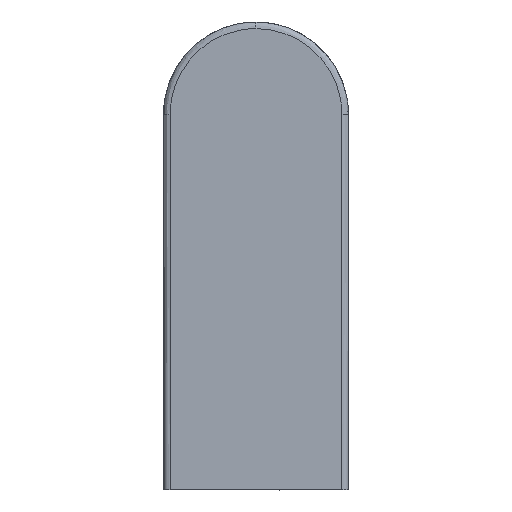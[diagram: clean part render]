
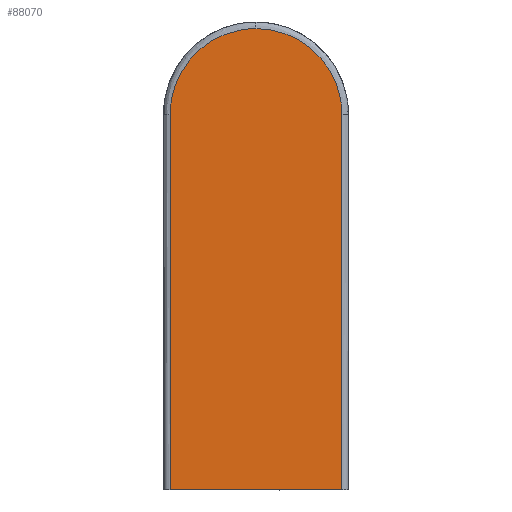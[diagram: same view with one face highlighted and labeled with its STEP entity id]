
A CAD part, left-side view. The second image highlights one B-rep face of the part: STEP entity #88070.
In plain terms, the highlighted planar face has unit normal (-1, 0, 0).
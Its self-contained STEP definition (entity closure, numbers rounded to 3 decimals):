
#10230=CARTESIAN_POINT('',(-24.2,-13.75,0.));
#10240=VERTEX_POINT('',#10230);
#10290=CARTESIAN_POINT('',(-24.2,-14.5,0.));
#10300=DIRECTION('',(0.,1.,0.));
#10310=VECTOR('',#10300,1.);
#10320=LINE('',#10290,#10310);
#10330=CARTESIAN_POINT('',(-24.2,-0.75,0.));
#10340=VERTEX_POINT('',#10330);
#10350=EDGE_CURVE('',#10240,#10340,#10320,.T.);
#58540=CARTESIAN_POINT('',(-24.2,-0.75,-28.4));
#58550=VERTEX_POINT('',#58540);
#58580=CARTESIAN_POINT('',(-24.2,-7.25,-34.9));
#58590=CARTESIAN_POINT('',(-24.2,-7.227,-34.9));
#58600=CARTESIAN_POINT('',(-24.2,-7.204,-34.9));
#58610=CARTESIAN_POINT('',(-24.2,-7.172,-34.9));
#58620=CARTESIAN_POINT('',(-24.2,-7.162,-34.899));
#58630=CARTESIAN_POINT('',(-24.2,-7.124,-34.899));
#58640=CARTESIAN_POINT('',(-24.2,-7.096,-34.898));
#58650=CARTESIAN_POINT('',(-24.2,-6.953,-34.894));
#58660=CARTESIAN_POINT('',(-24.2,-6.839,-34.888));
#58670=CARTESIAN_POINT('',(-24.2,-6.272,-34.842));
#58680=CARTESIAN_POINT('',(-24.2,-5.825,-34.758));
#58690=CARTESIAN_POINT('',(-24.2,-4.875,-34.474));
#58700=CARTESIAN_POINT('',(-24.2,-4.381,-34.257));
#58710=CARTESIAN_POINT('',(-24.2,-3.459,-33.707));
#58720=CARTESIAN_POINT('',(-24.2,-3.034,-33.376));
#58730=CARTESIAN_POINT('',(-24.2,-2.275,-32.617));
#58740=CARTESIAN_POINT('',(-24.2,-1.943,-32.192));
#58750=CARTESIAN_POINT('',(-24.2,-1.393,-31.27));
#58760=CARTESIAN_POINT('',(-24.2,-1.176,-30.776));
#58770=CARTESIAN_POINT('',(-24.2,-0.892,-29.826));
#58780=CARTESIAN_POINT('',(-24.2,-0.808,-29.378));
#58790=CARTESIAN_POINT('',(-24.2,-0.762,-28.811));
#58800=CARTESIAN_POINT('',(-24.2,-0.756,-28.697));
#58810=CARTESIAN_POINT('',(-24.2,-0.752,-28.545));
#58820=CARTESIAN_POINT('',(-24.2,-0.751,-28.507));
#58830=CARTESIAN_POINT('',(-24.2,-0.75,-28.445));
#58840=CARTESIAN_POINT('',(-24.2,-0.75,-28.423));
#58850=CARTESIAN_POINT('',(-24.2,-0.75,-28.4));
#58860=B_SPLINE_CURVE_WITH_KNOTS('',3,(#58580,#58590,#58600,#58610,
#58620,#58630,#58640,#58650,#58660,#58670,#58680,#58690,#58700,#58710,
#58720,#58730,#58740,#58750,#58760,#58770,#58780,#58790,#58800,#58810,
#58820,#58830,#58840,#58850),.UNSPECIFIED.,.F.,.F.,(4,2,2,2,2,2,2,2,2,2,
2,2,2,4),(0.,0.071,0.101,0.19,
0.545,1.959,3.629,5.3,
6.97,8.641,10.056,10.411,
10.53,10.601),.UNSPECIFIED.);
#58870=CARTESIAN_POINT('',(-24.2,-7.25,-34.9));
#58880=VERTEX_POINT('',#58870);
#58890=EDGE_CURVE('',#58880,#58550,#58860,.T.);
#87470=CARTESIAN_POINT('',(-24.2,-14.5,0.));
#87480=DIRECTION('',(1.,0.,0.));
#87490=DIRECTION('',(0.,1.,0.));
#87500=AXIS2_PLACEMENT_3D('',#87470,#87480,#87490);
#87510=PLANE('',#87500);
#87520=CARTESIAN_POINT('',(-24.2,-13.75,0.5));
#87530=CARTESIAN_POINT('',(-24.2,-13.75,-9.11));
#87540=CARTESIAN_POINT('',(-24.2,-13.75,-18.72));
#87550=CARTESIAN_POINT('',(-24.2,-13.75,-28.353));
#87560=CARTESIAN_POINT('',(-24.2,-13.75,-28.376));
#87570=CARTESIAN_POINT('',(-24.2,-13.75,-28.4));
#87580=B_SPLINE_CURVE_WITH_KNOTS('',3,(#87520,#87530,#87540,#87550,
#87560,#87570),.UNSPECIFIED.,.F.,.F.,(4,2,4),(-0.5,28.329,
28.4),.UNSPECIFIED.);
#87590=CARTESIAN_POINT('',(-24.2,-13.75,-28.4));
#87600=VERTEX_POINT('',#87590);
#87610=EDGE_CURVE('',#10240,#87600,#87580,.T.);
#87620=ORIENTED_EDGE('',*,*,#87610,.F.);
#87630=CARTESIAN_POINT('',(-24.2,-13.75,-28.4));
#87640=CARTESIAN_POINT('',(-24.2,-13.75,-28.423));
#87650=CARTESIAN_POINT('',(-24.2,-13.75,-28.445));
#87660=CARTESIAN_POINT('',(-24.2,-13.75,-28.478));
#87670=CARTESIAN_POINT('',(-24.2,-13.749,-28.488));
#87680=CARTESIAN_POINT('',(-24.2,-13.749,-28.526));
#87690=CARTESIAN_POINT('',(-24.2,-13.748,-28.554));
#87700=CARTESIAN_POINT('',(-24.2,-13.744,-28.697));
#87710=CARTESIAN_POINT('',(-24.2,-13.738,-28.811));
#87720=CARTESIAN_POINT('',(-24.2,-13.692,-29.378));
#87730=CARTESIAN_POINT('',(-24.2,-13.608,-29.825));
#87740=CARTESIAN_POINT('',(-24.2,-13.324,-30.775));
#87750=CARTESIAN_POINT('',(-24.2,-13.107,-31.269));
#87760=CARTESIAN_POINT('',(-24.2,-12.557,-32.191));
#87770=CARTESIAN_POINT('',(-24.2,-12.226,-32.616));
#87780=CARTESIAN_POINT('',(-24.2,-11.467,-33.375));
#87790=CARTESIAN_POINT('',(-24.2,-11.042,-33.707));
#87800=CARTESIAN_POINT('',(-24.2,-10.12,-34.257));
#87810=CARTESIAN_POINT('',(-24.2,-9.626,-34.474));
#87820=CARTESIAN_POINT('',(-24.2,-8.676,-34.758));
#87830=CARTESIAN_POINT('',(-24.2,-8.228,-34.842));
#87840=CARTESIAN_POINT('',(-24.2,-7.661,-34.888));
#87850=CARTESIAN_POINT('',(-24.2,-7.547,-34.894));
#87860=CARTESIAN_POINT('',(-24.2,-7.395,-34.898));
#87870=CARTESIAN_POINT('',(-24.2,-7.357,-34.899));
#87880=CARTESIAN_POINT('',(-24.2,-7.295,-34.9));
#87890=CARTESIAN_POINT('',(-24.2,-7.273,-34.9));
#87900=CARTESIAN_POINT('',(-24.2,-7.25,-34.9));
#87910=B_SPLINE_CURVE_WITH_KNOTS('',3,(#87630,#87640,#87650,#87660,
#87670,#87680,#87690,#87700,#87710,#87720,#87730,#87740,#87750,#87760,
#87770,#87780,#87790,#87800,#87810,#87820,#87830,#87840,#87850,#87860,
#87870,#87880,#87890,#87900),.UNSPECIFIED.,.F.,.F.,(4,2,2,2,2,2,2,2,2,2,
2,2,2,4),(0.,0.071,0.101,0.19,
0.545,1.959,3.629,5.3,
6.97,8.641,10.056,10.411,
10.53,10.601),.UNSPECIFIED.);
#87920=EDGE_CURVE('',#87600,#58880,#87910,.T.);
#87930=ORIENTED_EDGE('',*,*,#87920,.F.);
#87940=ORIENTED_EDGE('',*,*,#58890,.F.);
#87950=CARTESIAN_POINT('',(-24.2,-0.75,0.5));
#87960=CARTESIAN_POINT('',(-24.2,-0.75,-9.11));
#87970=CARTESIAN_POINT('',(-24.2,-0.75,-18.72));
#87980=CARTESIAN_POINT('',(-24.2,-0.75,-28.353));
#87990=CARTESIAN_POINT('',(-24.2,-0.75,-28.376));
#88000=CARTESIAN_POINT('',(-24.2,-0.75,-28.4));
#88010=B_SPLINE_CURVE_WITH_KNOTS('',3,(#87950,#87960,#87970,#87980,
#87990,#88000),.UNSPECIFIED.,.F.,.F.,(4,2,4),(-0.5,28.329,
28.4),.UNSPECIFIED.);
#88020=EDGE_CURVE('',#10340,#58550,#88010,.T.);
#88030=ORIENTED_EDGE('',*,*,#88020,.T.);
#88040=ORIENTED_EDGE('',*,*,#10350,.T.);
#88050=EDGE_LOOP('',(#88040,#88030,#87940,#87930,#87620));
#88060=FACE_OUTER_BOUND('',#88050,.T.);
#88070=ADVANCED_FACE('',(#88060),#87510,.F.);
